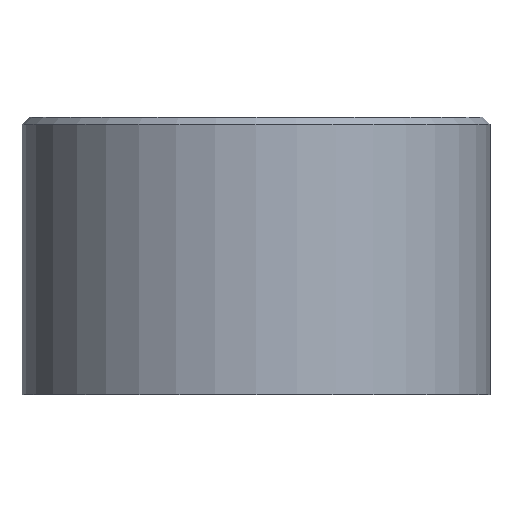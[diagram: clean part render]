
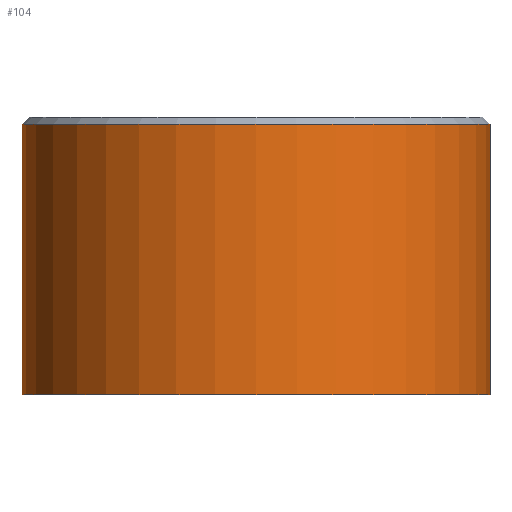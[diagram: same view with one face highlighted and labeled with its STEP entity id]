
A CAD part, front view. The second image highlights one B-rep face of the part: STEP entity #104.
In plain terms, the highlighted cylindrical face has radius 16 mm (diameter 32 mm), a partial arc.
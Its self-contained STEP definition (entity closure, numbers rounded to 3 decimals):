
#1 = CARTESIAN_POINT ( 'NONE',  ( -16., 0., -19. ) ) ;
#2 = VECTOR ( 'NONE', #3, 1000. ) ;
#3 = DIRECTION ( 'NONE',  ( 0., 0., 1. ) ) ;
#4 = CARTESIAN_POINT ( 'NONE',  ( 16., 0., -19. ) ) ;
#5 = LINE ( 'NONE', #4, #6 ) ;
#6 = VECTOR ( 'NONE', #7, 1000. ) ;
#7 = DIRECTION ( 'NONE',  ( 0., 0., 1. ) ) ;
#9 = LINE ( 'NONE', #1, #2 ) ;
#32 = CARTESIAN_POINT ( 'NONE',  ( -16., 0., -0.5 ) ) ;
#45 = VERTEX_POINT ( 'NONE', #211 ) ;
#54 = VERTEX_POINT ( 'NONE', #198 ) ;
#71 = VERTEX_POINT ( 'NONE', #32 ) ;
#79 = ORIENTED_EDGE ( 'NONE', *, *, #147, .T. ) ;
#97 = EDGE_CURVE ( 'NONE', #155, #71, #116, .T. ) ;
#100 = ORIENTED_EDGE ( 'NONE', *, *, #146, .F. ) ;
#101 = ORIENTED_EDGE ( 'NONE', *, *, #97, .T. ) ;
#102 = ORIENTED_EDGE ( 'NONE', *, *, #103, .T. ) ;
#103 = EDGE_CURVE ( 'NONE', #54, #45, #128, .T. ) ;
#104 = ADVANCED_FACE ( 'NONE', ( #237 ), #243, .T. ) ;
#105 = EDGE_LOOP ( 'NONE', ( #100, #102, #79, #101 ) ) ;
#113 = DIRECTION ( 'NONE',  ( 1., 0., 0. ) ) ;
#114 = DIRECTION ( 'NONE',  ( 0., 0., -1. ) ) ;
#115 = CARTESIAN_POINT ( 'NONE',  ( 0., 0., -0.5 ) ) ;
#116 = CIRCLE ( 'NONE', #122, 16. ) ;
#117 = AXIS2_PLACEMENT_3D ( 'NONE', #234, #233, #232 ) ;
#122 = AXIS2_PLACEMENT_3D ( 'NONE', #115, #114, #113 ) ;
#128 = CIRCLE ( 'NONE', #241, 16. ) ;
#146 = EDGE_CURVE ( 'NONE', #54, #71, #9, .T. ) ;
#147 = EDGE_CURVE ( 'NONE', #45, #155, #5, .T. ) ;
#155 = VERTEX_POINT ( 'NONE', #257 ) ;
#198 = CARTESIAN_POINT ( 'NONE',  ( -16., 0., -19. ) ) ;
#211 = CARTESIAN_POINT ( 'NONE',  ( 16., 0., -19. ) ) ;
#232 = DIRECTION ( 'NONE',  ( 1., 0., 0. ) ) ;
#233 = DIRECTION ( 'NONE',  ( 0., 0., 1. ) ) ;
#234 = CARTESIAN_POINT ( 'NONE',  ( 0., 0., -19. ) ) ;
#237 = FACE_OUTER_BOUND ( 'NONE', #105, .T. ) ;
#238 = DIRECTION ( 'NONE',  ( 1., 0., 0. ) ) ;
#239 = DIRECTION ( 'NONE',  ( 0., 0., 1. ) ) ;
#240 = CARTESIAN_POINT ( 'NONE',  ( 0., 0., -19. ) ) ;
#241 = AXIS2_PLACEMENT_3D ( 'NONE', #240, #239, #238 ) ;
#243 = CYLINDRICAL_SURFACE ( 'NONE', #117, 16. ) ;
#257 = CARTESIAN_POINT ( 'NONE',  ( 16., 0., -0.5 ) ) ;
